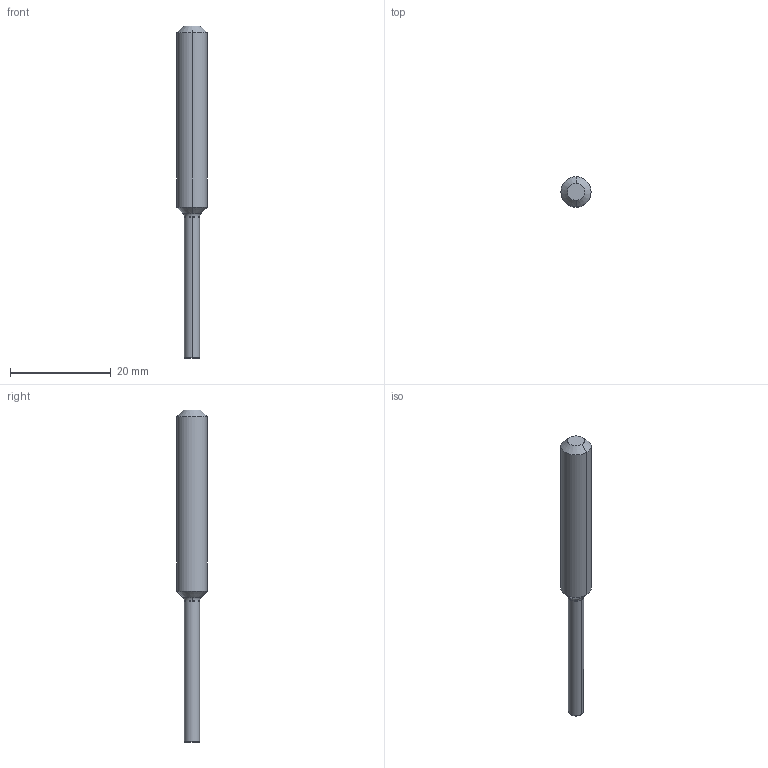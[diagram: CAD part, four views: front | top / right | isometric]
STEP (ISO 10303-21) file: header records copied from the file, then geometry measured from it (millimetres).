
FILE_DESCRIPTION(('STEP AP214'),'1');
FILE_NAME('Zeichnung4E43.stp','2024-01-05T07:13:46',(' '),(' '),'Spatial InterOp 3D',' ',' ');
FILE_SCHEMA(('AUTOMOTIVE_DESIGN { 1 0 10303 214 1 1 1 1 }'));
Length unit declared in the file: millimetre
Products named in the file (1): 1
Bounding box: 6 x 6 x 66 mm (x, y, z)
Volume: 1230.6 mm3; surface area: 1009.2 mm2
Topology: 2 solids, 2 shells, 18 faces, 51 edges, 52 vertices
Faces by surface type: cone 6, cylinder 6, plane 4, torus 2
Entity records: 836 total; most frequent: DIRECTION 120, CARTESIAN_POINT 97, ORIENTED_EDGE 72, AXIS2_PLACEMENT_3D 49, EDGE_CURVE 36, STYLED_ITEM 33, PRESENTATION_STYLE_ASSIGNMENT 33, COLOUR_RGB 33
